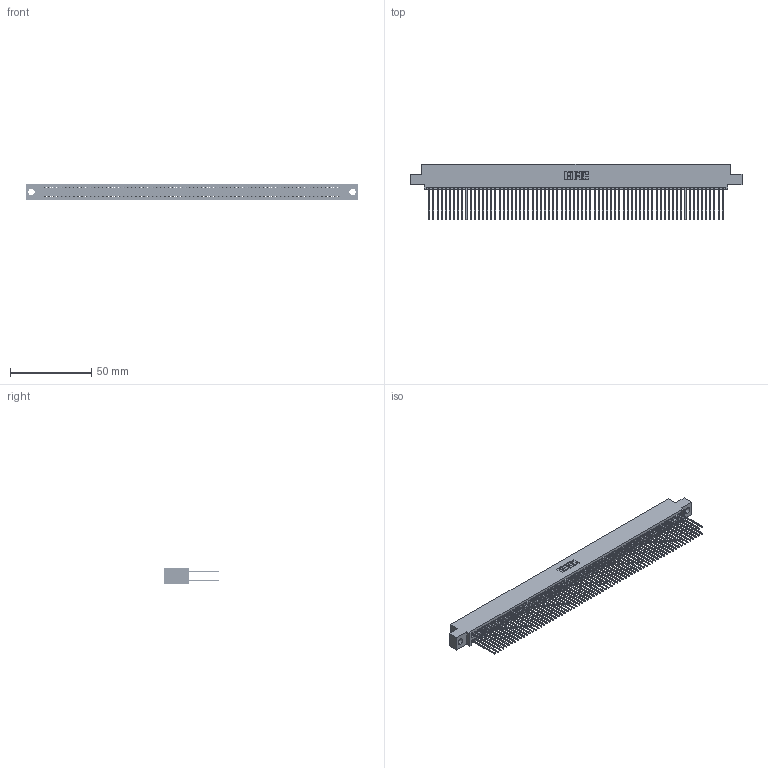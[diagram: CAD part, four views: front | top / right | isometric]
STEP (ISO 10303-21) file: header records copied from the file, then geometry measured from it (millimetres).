
FILE_DESCRIPTION (( 'STEP AP203' ), '1' );
FILE_NAME ('345-144-541-504.STEP', '2018-10-22T17:25:00', ( '' ), ( '' ), 'SwSTEP 2.0', 'SolidWorks 2016', '' );
FILE_SCHEMA (( 'CONFIG_CONTROL_DESIGN' ));
Length unit declared in the file: inch
Products named in the file (3): 345 Part_0.110 Offset - 0.156 Dia-TH; 345-144-541-504; 345-292-001_345-293-141
Assembly tree (145 placements, depth 2):
  345-144-541-504
    345 Part_0.110 Offset - 0.156 Dia-TH
    345-292-001_345-293-141  x144
Bounding box: 204.09 x 33.96 x 9.4 mm (x, y, z)
Volume: 20768.8 mm3; surface area: 35072.4 mm2
Topology: 145 solids, 145 shells, 7330 faces, 21809 edges, 14346 vertices
Faces by surface type: plane 4836, cylinder 2494
Entity records: 52607 total; most frequent: CARTESIAN_POINT 8792, ORIENTED_EDGE 8726, DIRECTION 7715, EDGE_CURVE 4363, VECTOR 3943, LINE 3943, VERTEX_POINT 2906, AXIS2_PLACEMENT_3D 1886
